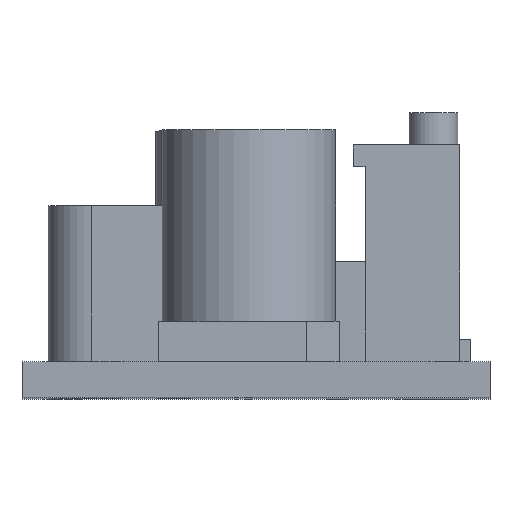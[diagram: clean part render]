
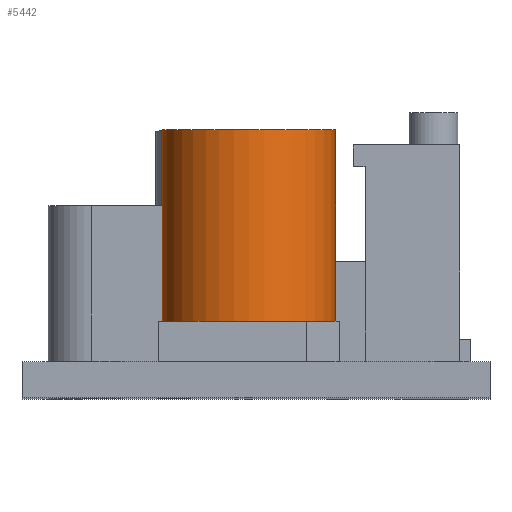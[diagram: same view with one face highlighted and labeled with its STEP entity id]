
A CAD part, top view. The second image highlights one B-rep face of the part: STEP entity #5442.
In plain terms, the highlighted cylindrical face has radius 4 mm (diameter 8 mm), a full revolution.
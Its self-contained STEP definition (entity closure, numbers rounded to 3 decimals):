
#546=FACE_OUTER_BOUND('',#843,.T.);
#843=EDGE_LOOP('',(#3740,#3741,#3742,#3743,#3744,#3745));
#1198=LINE('',#7268,#1731);
#1731=VECTOR('',#6196,4.);
#2231=CIRCLE('',#5794,4.);
#2232=CIRCLE('',#5795,4.);
#2233=CIRCLE('',#5796,4.);
#2234=CIRCLE('',#5797,4.);
#2327=VERTEX_POINT('',#7264);
#2328=VERTEX_POINT('',#7265);
#2329=VERTEX_POINT('',#7267);
#2330=VERTEX_POINT('',#7269);
#2878=EDGE_CURVE('',#2327,#2328,#2231,.T.);
#2879=EDGE_CURVE('',#2328,#2329,#1198,.T.);
#2880=EDGE_CURVE('',#2330,#2329,#2232,.T.);
#2881=EDGE_CURVE('',#2329,#2330,#2233,.T.);
#2882=EDGE_CURVE('',#2328,#2327,#2234,.T.);
#3740=ORIENTED_EDGE('',*,*,#2878,.T.);
#3741=ORIENTED_EDGE('',*,*,#2879,.T.);
#3742=ORIENTED_EDGE('',*,*,#2880,.F.);
#3743=ORIENTED_EDGE('',*,*,#2881,.F.);
#3744=ORIENTED_EDGE('',*,*,#2879,.F.);
#3745=ORIENTED_EDGE('',*,*,#2882,.T.);
#5121=CYLINDRICAL_SURFACE('',#5793,4.);
#5442=ADVANCED_FACE('',(#546),#5121,.T.);
#5793=AXIS2_PLACEMENT_3D('',#7263,#6192,#6193);
#5794=AXIS2_PLACEMENT_3D('',#7266,#6194,#6195);
#5795=AXIS2_PLACEMENT_3D('',#7270,#6197,#6198);
#5796=AXIS2_PLACEMENT_3D('',#7271,#6199,#6200);
#5797=AXIS2_PLACEMENT_3D('',#7272,#6201,#6202);
#6192=DIRECTION('center_axis',(0.,-1.,0.));
#6193=DIRECTION('ref_axis',(0.,0.,-1.));
#6194=DIRECTION('center_axis',(0.,1.,0.));
#6195=DIRECTION('ref_axis',(0.,0.,1.));
#6196=DIRECTION('',(0.,1.,0.));
#6197=DIRECTION('center_axis',(0.,1.,0.));
#6198=DIRECTION('ref_axis',(0.,0.,1.));
#6199=DIRECTION('center_axis',(0.,1.,0.));
#6200=DIRECTION('ref_axis',(0.,0.,1.));
#6201=DIRECTION('center_axis',(0.,1.,0.));
#6202=DIRECTION('ref_axis',(0.,0.,1.));
#7263=CARTESIAN_POINT('Origin',(-0.325,10.69,17.685));
#7264=CARTESIAN_POINT('',(-0.325,1.86,13.685));
#7265=CARTESIAN_POINT('',(-0.325,1.86,21.685));
#7266=CARTESIAN_POINT('Origin',(-0.325,1.86,17.685));
#7267=CARTESIAN_POINT('',(-0.325,10.69,21.685));
#7268=CARTESIAN_POINT('',(-0.325,10.69,21.685));
#7269=CARTESIAN_POINT('',(-0.325,10.69,13.685));
#7270=CARTESIAN_POINT('Origin',(-0.325,10.69,17.685));
#7271=CARTESIAN_POINT('Origin',(-0.325,10.69,17.685));
#7272=CARTESIAN_POINT('Origin',(-0.325,1.86,17.685));
